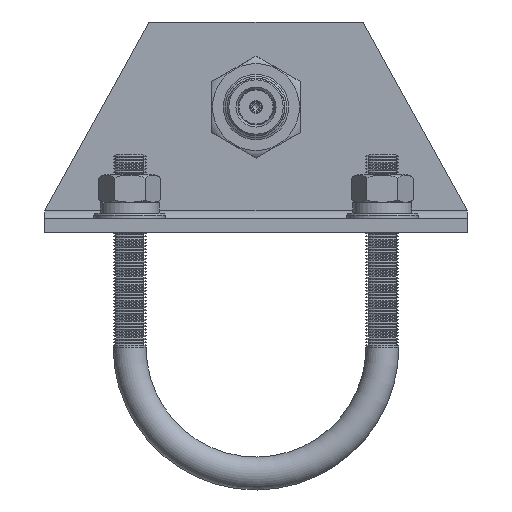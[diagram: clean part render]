
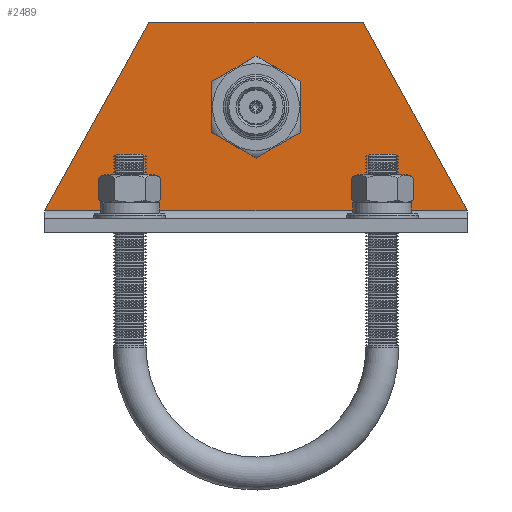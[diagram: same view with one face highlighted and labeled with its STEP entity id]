
A CAD part, front view. The second image highlights one B-rep face of the part: STEP entity #2489.
In plain terms, the highlighted face is planar.
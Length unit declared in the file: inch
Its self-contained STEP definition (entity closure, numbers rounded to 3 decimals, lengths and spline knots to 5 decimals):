
#358 = CARTESIAN_POINT ( 'NONE',  ( -0.127, 1.975, -1.965 ) ) ;
#481 = FACE_BOUND ( 'NONE', #4258, .T. ) ;
#619 = EDGE_CURVE ( 'NONE', #798, #12369, #884, .T. ) ;
#622 = ORIENTED_EDGE ( 'NONE', *, *, #4771, .F. ) ;
#798 = VERTEX_POINT ( 'NONE', #2950 ) ;
#847 = DIRECTION ( 'NONE',  ( 0., 0., -1. ) ) ;
#884 = LINE ( 'NONE', #358, #4113 ) ;
#1218 = DIRECTION ( 'NONE',  ( 0., 0.484, 0.875 ) ) ;
#2489 = ADVANCED_FACE ( 'NONE', ( #481, #12512 ), #11834, .F. ) ;
#2872 = CARTESIAN_POINT ( 'NONE',  ( -0.127, 1.975, -1.965 ) ) ;
#2950 = CARTESIAN_POINT ( 'NONE',  ( -0.127, 1., -1.965 ) ) ;
#3484 = ORIENTED_EDGE ( 'NONE', *, *, #619, .T. ) ;
#3769 = ORIENTED_EDGE ( 'NONE', *, *, #4955, .F. ) ;
#3844 = DIRECTION ( 'NONE',  ( 0., 0.484, -0.875 ) ) ;
#3926 = VECTOR ( 'NONE', #1218, 39.37008 ) ;
#4058 = VERTEX_POINT ( 'NONE', #11749 ) ;
#4069 = DIRECTION ( 'NONE',  ( 1., 0., 0. ) ) ;
#4113 = VECTOR ( 'NONE', #13043, 39.37008 ) ;
#4258 = EDGE_LOOP ( 'NONE', ( #10521 ) ) ;
#4661 = EDGE_CURVE ( 'NONE', #5514, #5514, #10160, .T. ) ;
#4771 = EDGE_CURVE ( 'NONE', #14475, #4058, #6060, .T. ) ;
#4955 = EDGE_CURVE ( 'NONE', #4058, #12369, #13350, .T. ) ;
#5377 = EDGE_CURVE ( 'NONE', #798, #14475, #12703, .T. ) ;
#5514 = VERTEX_POINT ( 'NONE', #12456 ) ;
#6060 = LINE ( 'NONE', #10314, #8732 ) ;
#6776 = EDGE_LOOP ( 'NONE', ( #3484, #3769, #622, #12238 ) ) ;
#7281 = CARTESIAN_POINT ( 'NONE',  ( -0.127, -1., -1.965 ) ) ;
#7665 = VECTOR ( 'NONE', #3844, 39.37008 ) ;
#7706 = AXIS2_PLACEMENT_3D ( 'NONE', #14766, #7932, #847 ) ;
#7932 = DIRECTION ( 'NONE',  ( -1., 0., 0. ) ) ;
#8113 = DIRECTION ( 'NONE',  ( 0., -1., 0. ) ) ;
#8628 = AXIS2_PLACEMENT_3D ( 'NONE', #2872, #4069, #13240 ) ;
#8649 = CARTESIAN_POINT ( 'NONE',  ( -0.127, 1.975, -0.2 ) ) ;
#8732 = VECTOR ( 'NONE', #8113, 39.37008 ) ;
#9608 = CARTESIAN_POINT ( 'NONE',  ( -0.127, -1., -1.965 ) ) ;
#10160 = CIRCLE ( 'NONE', #7706, 0.3225 ) ;
#10314 = CARTESIAN_POINT ( 'NONE',  ( -0.127, 1.975, -0.2 ) ) ;
#10521 = ORIENTED_EDGE ( 'NONE', *, *, #4661, .F. ) ;
#11749 = CARTESIAN_POINT ( 'NONE',  ( -0.127, -1.975, -0.2 ) ) ;
#11834 = PLANE ( 'NONE',  #8628 ) ;
#12238 = ORIENTED_EDGE ( 'NONE', *, *, #5377, .F. ) ;
#12369 = VERTEX_POINT ( 'NONE', #9608 ) ;
#12456 = CARTESIAN_POINT ( 'NONE',  ( -0.127, 0., -1.493 ) ) ;
#12512 = FACE_OUTER_BOUND ( 'NONE', #6776, .T. ) ;
#12703 = LINE ( 'NONE', #12794, #3926 ) ;
#12794 = CARTESIAN_POINT ( 'NONE',  ( -0.127, 1., -1.965 ) ) ;
#13043 = DIRECTION ( 'NONE',  ( 0., -1., 0. ) ) ;
#13240 = DIRECTION ( 'NONE',  ( 0., 0., -1. ) ) ;
#13350 = LINE ( 'NONE', #7281, #7665 ) ;
#14475 = VERTEX_POINT ( 'NONE', #8649 ) ;
#14766 = CARTESIAN_POINT ( 'NONE',  ( -0.127, 0., -1.1705 ) ) ;
